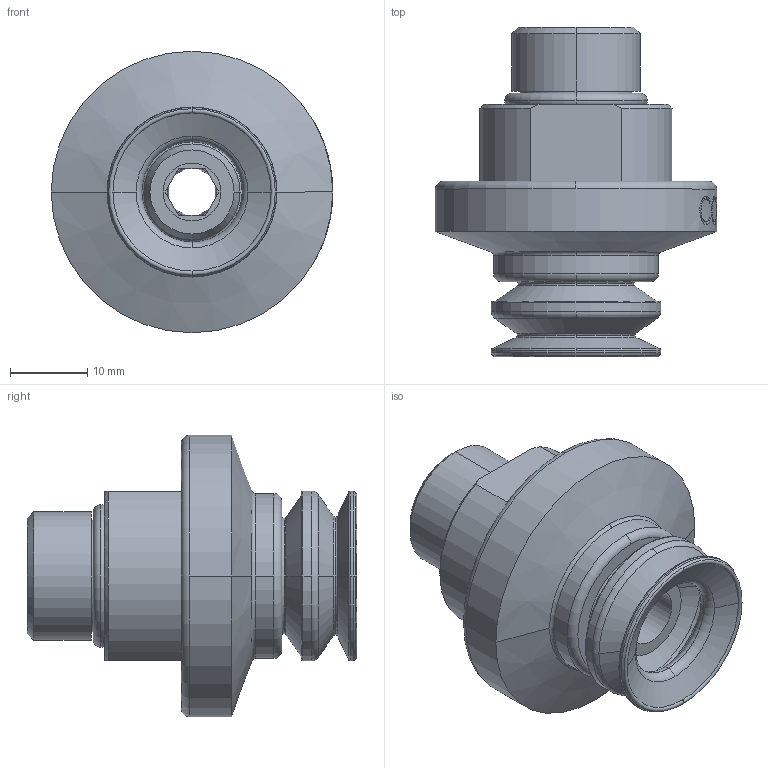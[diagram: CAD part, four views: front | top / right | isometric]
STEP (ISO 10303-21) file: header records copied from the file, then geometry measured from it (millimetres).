
FILE_DESCRIPTION(('STEP AP214'),'1');
FILE_NAME('COVAL_CBC22M38G.stp','2017-12-27T16:14:45',('TraceParts'),('TraceParts S.A.'),'Spatial InterOp 3D',' ',' ');
FILE_SCHEMA(('automotive_design'));
Length unit declared in the file: millimetre
Products named in the file (2): COVAL_CBC22M38G_1; COVAL_CBC22M38G_2
Bounding box: 36.5 x 42.74 x 36.5 mm (x, y, z)
Volume: 17085.3 mm3; surface area: 8838.4 mm2
Topology: 3 solids, 3 shells, 174 faces, 437 edges, 282 vertices
Faces by surface type: plane 41, torus 40, cylinder 36, bspline 29, cone 28
Entity records: 9425 total; most frequent: CARTESIAN_POINT 4889, DIRECTION 897, ORIENTED_EDGE 874, EDGE_CURVE 437, AXIS2_PLACEMENT_3D 375, VERTEX_POINT 282, CIRCLE 228, EDGE_LOOP 193
